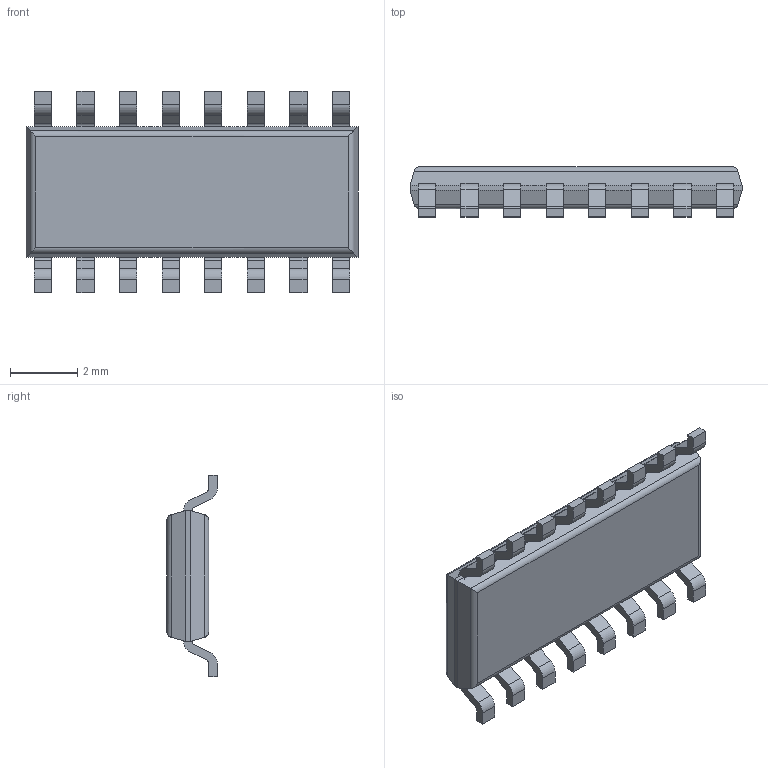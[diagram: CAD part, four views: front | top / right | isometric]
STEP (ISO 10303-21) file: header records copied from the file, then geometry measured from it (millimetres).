
FILE_DESCRIPTION( ( '' ), ' ' );
FILE_NAME( '5b337f2d75f7bb1352907f8a.step', '2018-06-27T12:13:15', ( '' ), ( '' ), ' ', ' ', ' ' );
FILE_SCHEMA( ( 'AUTOMOTIVE_DESIGN { 1 0 10303 214 1 1 1 1 }' ) );
Length unit declared in the file: metre
Products named in the file (17): 1; 2; 3; 4; 5; 6; 7; 8; 9; 10; 11; 12; 13; 14; 15; 16; 17
Bounding box: 9.9 x 1.5 x 6 mm (x, y, z)
Volume: 49.6 mm3; surface area: 152.4 mm2
Topology: 17 solids, 17 shells, 248 faces, 623 edges, 410 vertices
Faces by surface type: plane 175, cylinder 72, bspline 1
Entity records: 9555 total; most frequent: CARTESIAN_POINT 1324, DIRECTION 1288, ORIENTED_EDGE 1244, EDGE_CURVE 622, LINE 484, VECTOR 484, VERTEX_POINT 410, AXIS2_PLACEMENT_3D 402
